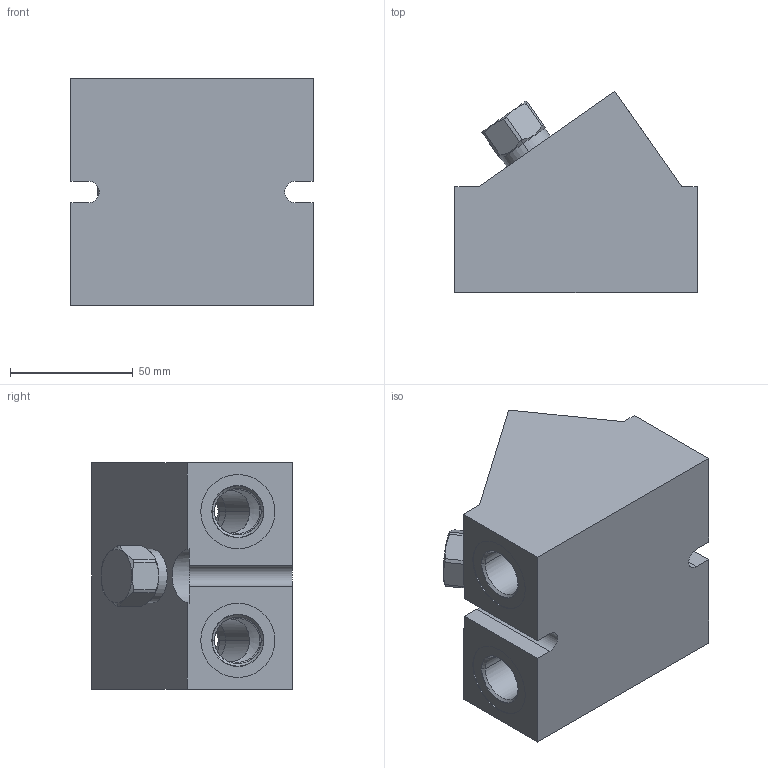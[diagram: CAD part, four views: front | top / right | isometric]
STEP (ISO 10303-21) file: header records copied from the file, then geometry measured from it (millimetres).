
FILE_DESCRIPTION((''),'2;1');
FILE_NAME('MANIFOLD_STP1_ASM','2017-07-26T',('Administrator'),(''),'PRO/ENGINEER BY PARAMETRIC TECHNOLOGY CORPORATION, 2006240','PRO/ENGINEER BY PARAMETRIC TECHNOLOGY CORPORATION, 2006240','');
FILE_SCHEMA(('CONFIG_CONTROL_DESIGN'));
Length unit declared in the file: inch
Products named in the file (3): 152438012C_PRT; ASMNAME_CART_PRT; MANIFOLD_STP1_ASM
Assembly tree (2 placements, depth 2):
  MANIFOLD_STP1_ASM
    152438012C_PRT
    ASMNAME_CART_PRT
Bounding box: 98.55 x 81.79 x 92.08 mm (x, y, z)
Surface area: 71738.5 mm2 (no closed solid volume)
Topology: 0 solids, 9 shells, 253 faces, 638 edges, 400 vertices
Faces by surface type: cylinder 117, cone 65, plane 53, torus 18
Entity records: 8589 total; most frequent: CARTESIAN_POINT 2434, DIRECTION 1313, ORIENTED_EDGE 1236, EDGE_CURVE 630, AXIS2_PLACEMENT_3D 542, VERTEX_POINT 400, EDGE_LOOP 288, CIRCLE 284
